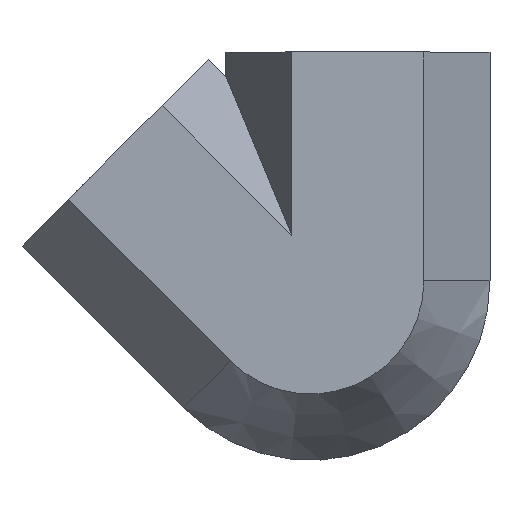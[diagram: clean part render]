
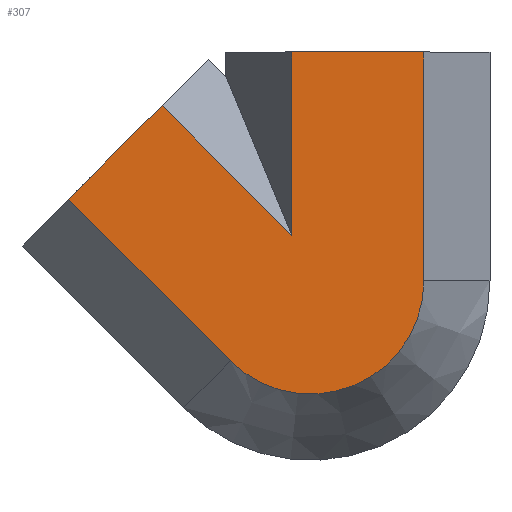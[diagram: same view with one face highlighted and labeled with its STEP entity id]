
A CAD part, top view. The second image highlights one B-rep face of the part: STEP entity #307.
In plain terms, the highlighted planar face has unit normal (0, 0, 1).
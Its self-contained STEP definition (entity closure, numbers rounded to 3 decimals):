
#29=PLANE('',#346);
#47=FACE_OUTER_BOUND('',#65,.T.);
#65=EDGE_LOOP('',(#276,#277,#278,#279,#280,#281,#282));
#71=CIRCLE('',#335,9.916);
#77=LINE('',#484,#109);
#89=LINE('',#508,#121);
#90=LINE('',#510,#122);
#95=LINE('',#528,#127);
#105=LINE('',#547,#137);
#106=LINE('',#549,#138);
#109=VECTOR('',#366,10.);
#121=VECTOR('',#384,10.);
#122=VECTOR('',#387,10.);
#127=VECTOR('',#408,10.);
#137=VECTOR('',#426,10.);
#138=VECTOR('',#429,10.);
#146=VERTEX_POINT('',#481);
#147=VERTEX_POINT('',#483);
#155=VERTEX_POINT('',#504);
#156=VERTEX_POINT('',#506);
#158=VERTEX_POINT('',#514);
#161=VERTEX_POINT('',#527);
#166=VERTEX_POINT('',#545);
#174=EDGE_CURVE('',#146,#147,#77,.T.);
#186=EDGE_CURVE('',#155,#156,#89,.T.);
#187=EDGE_CURVE('',#147,#156,#90,.T.);
#190=EDGE_CURVE('',#158,#146,#71,.T.);
#196=EDGE_CURVE('',#161,#155,#95,.T.);
#206=EDGE_CURVE('',#158,#166,#105,.T.);
#207=EDGE_CURVE('',#161,#166,#106,.T.);
#276=ORIENTED_EDGE('',*,*,#206,.T.);
#277=ORIENTED_EDGE('',*,*,#207,.F.);
#278=ORIENTED_EDGE('',*,*,#196,.T.);
#279=ORIENTED_EDGE('',*,*,#186,.T.);
#280=ORIENTED_EDGE('',*,*,#187,.F.);
#281=ORIENTED_EDGE('',*,*,#174,.F.);
#282=ORIENTED_EDGE('',*,*,#190,.F.);
#307=ADVANCED_FACE('',(#47),#29,.T.);
#335=AXIS2_PLACEMENT_3D('',#516,#392,#393);
#346=AXIS2_PLACEMENT_3D('',#548,#427,#428);
#366=DIRECTION('',(-0.707,0.707,0.));
#384=DIRECTION('',(-0.707,0.707,0.));
#387=DIRECTION('',(0.707,0.707,0.));
#392=DIRECTION('center_axis',(0.,0.,-1.));
#393=DIRECTION('ref_axis',(1.,0.,0.));
#408=DIRECTION('',(0.,-1.,0.));
#426=DIRECTION('',(0.,1.,0.));
#427=DIRECTION('center_axis',(0.,0.,1.));
#428=DIRECTION('ref_axis',(1.,0.,0.));
#429=DIRECTION('',(1.,0.,0.));
#481=CARTESIAN_POINT('',(18.846,2.989,10.));
#483=CARTESIAN_POINT('',(4.704,17.131,10.));
#484=CARTESIAN_POINT('',(18.846,2.989,10.));
#504=CARTESIAN_POINT('',(24.226,13.938,10.));
#506=CARTESIAN_POINT('',(12.869,25.296,10.));
#508=CARTESIAN_POINT('',(27.011,11.154,10.));
#510=CARTESIAN_POINT('',(12.869,25.296,10.));
#514=CARTESIAN_POINT('',(35.774,10.,10.));
#516=CARTESIAN_POINT('Origin',(25.858,10.,10.));
#527=CARTESIAN_POINT('',(24.226,30.,10.));
#528=CARTESIAN_POINT('',(24.226,28.,10.));
#545=CARTESIAN_POINT('',(35.774,30.,10.));
#547=CARTESIAN_POINT('',(35.774,28.,10.));
#548=CARTESIAN_POINT('Origin',(24.226,28.,10.));
#549=CARTESIAN_POINT('',(24.226,30.,10.));
